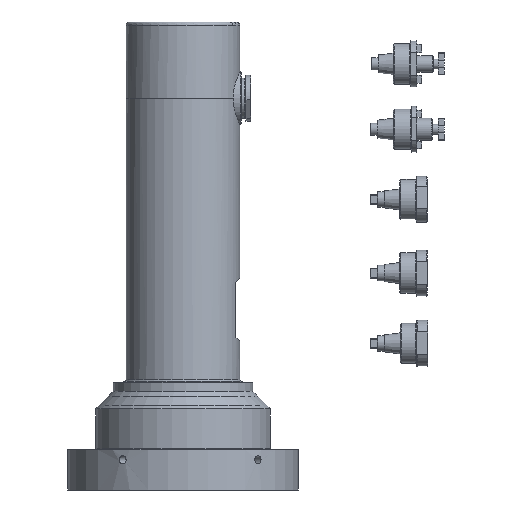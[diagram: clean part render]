
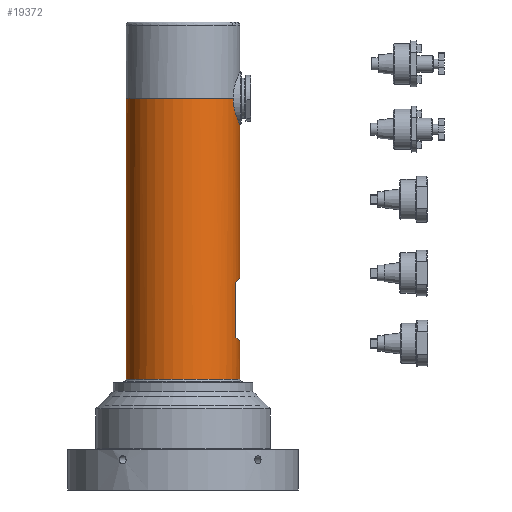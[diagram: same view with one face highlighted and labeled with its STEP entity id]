
A CAD part, left-side view. The second image highlights one B-rep face of the part: STEP entity #19372.
In plain terms, the highlighted cylindrical face has radius 56.5 mm (diameter 113 mm), a full revolution.
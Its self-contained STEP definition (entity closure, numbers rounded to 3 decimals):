
#23=ELLIPSE('',#24581,79.903,56.5);
#24=ELLIPSE('',#24582,79.903,56.5);
#25=ELLIPSE('',#24583,79.903,56.5);
#26=ELLIPSE('',#24584,79.903,56.5);
#346=B_SPLINE_CURVE_WITH_KNOTS('',3,(#37313,#37314,#37315,#37316,#37317,
#37318,#37319,#37320,#37321,#37322,#37323,#37324,#37325,#37326,#37327,#37328,
#37329,#37330),.UNSPECIFIED.,.F.,.F.,(4,2,2,2,2,2,2,2,4),(0.,0.125,0.25,
0.375,0.5,0.625,0.75,0.875,1.),.UNSPECIFIED.);
#1459=CYLINDRICAL_SURFACE('',#24586,56.5);
#3480=EDGE_LOOP('',(#8456,#8457,#8458,#8459,#8460,#8461));
#3481=EDGE_LOOP('',(#8462,#8463));
#3482=EDGE_LOOP('',(#8464));
#4713=CIRCLE('',#24578,56.5);
#4715=CIRCLE('',#24585,56.5);
#8456=ORIENTED_EDGE('',*,*,#11277,.F.);
#8457=ORIENTED_EDGE('',*,*,#11278,.T.);
#8458=ORIENTED_EDGE('',*,*,#11279,.T.);
#8459=ORIENTED_EDGE('',*,*,#11280,.F.);
#8460=ORIENTED_EDGE('',*,*,#11281,.T.);
#8461=ORIENTED_EDGE('',*,*,#11282,.T.);
#8462=ORIENTED_EDGE('',*,*,#11283,.F.);
#8463=ORIENTED_EDGE('',*,*,#11274,.T.);
#8464=ORIENTED_EDGE('',*,*,#11284,.T.);
#11274=EDGE_CURVE('',#22482,#22480,#4713,.T.);
#11277=EDGE_CURVE('',#22484,#22485,#12478,.T.);
#11278=EDGE_CURVE('',#22484,#22486,#23,.T.);
#11279=EDGE_CURVE('',#22486,#22487,#24,.T.);
#11280=EDGE_CURVE('',#22488,#22487,#12479,.T.);
#11281=EDGE_CURVE('',#22488,#22489,#25,.T.);
#11282=EDGE_CURVE('',#22489,#22485,#26,.T.);
#11283=EDGE_CURVE('',#22482,#22480,#346,.T.);
#11284=EDGE_CURVE('',#22490,#22490,#4715,.T.);
#12478=LINE('',#37301,#13324);
#12479=LINE('',#37308,#13325);
#13324=VECTOR('',#29184,1.);
#13325=VECTOR('',#29189,1.);
#19372=ADVANCED_FACE('',(#20693,#20694,#20695),#1459,.T.);
#20693=FACE_BOUND('',#3480,.T.);
#20694=FACE_BOUND('',#3481,.T.);
#20695=FACE_BOUND('',#3482,.T.);
#22480=VERTEX_POINT('',#37293);
#22482=VERTEX_POINT('',#37296);
#22484=VERTEX_POINT('',#37302);
#22485=VERTEX_POINT('',#37303);
#22486=VERTEX_POINT('',#37305);
#22487=VERTEX_POINT('',#37307);
#22488=VERTEX_POINT('',#37309);
#22489=VERTEX_POINT('',#37311);
#22490=VERTEX_POINT('',#37332);
#24578=AXIS2_PLACEMENT_3D('',#37295,#29177,#29178);
#24581=AXIS2_PLACEMENT_3D('',#37304,#29185,#29186);
#24582=AXIS2_PLACEMENT_3D('',#37306,#29187,#29188);
#24583=AXIS2_PLACEMENT_3D('',#37310,#29190,#29191);
#24584=AXIS2_PLACEMENT_3D('',#37312,#29192,#29193);
#24585=AXIS2_PLACEMENT_3D('',#37331,#29194,#29195);
#24586=AXIS2_PLACEMENT_3D('',#37333,#29196,#29197);
#29177=DIRECTION('',(0.,0.,-1.));
#29178=DIRECTION('',(1.,0.,0.));
#29184=DIRECTION('',(0.,0.,-1.));
#29185=DIRECTION('',(0.,0.707,0.707));
#29186=DIRECTION('',(0.,-0.707,0.707));
#29187=DIRECTION('',(0.,0.707,0.707));
#29188=DIRECTION('',(0.,-0.707,0.707));
#29189=DIRECTION('',(0.,0.,1.));
#29190=DIRECTION('',(0.,0.707,-0.707));
#29191=DIRECTION('',(0.,0.707,0.707));
#29192=DIRECTION('',(0.,0.707,-0.707));
#29193=DIRECTION('',(0.,0.707,0.707));
#29194=DIRECTION('',(0.,0.,1.));
#29195=DIRECTION('',(-1.,0.,0.));
#29196=DIRECTION('',(0.,0.,1.));
#29197=DIRECTION('',(-1.,0.,0.));
#37293=CARTESIAN_POINT('',(26.25,-51.379,150.));
#37295=CARTESIAN_POINT('',(0.,-1.347,150.));
#37296=CARTESIAN_POINT('',(-26.25,-51.379,150.));
#37301=CARTESIAN_POINT('',(-20.881,-53.847,-132.));
#37302=CARTESIAN_POINT('',(-20.881,-53.847,-33.));
#37303=CARTESIAN_POINT('',(-20.881,-53.847,-88.));
#37304=CARTESIAN_POINT('',(0.,-1.347,-85.5));
#37305=CARTESIAN_POINT('',(0.,-57.847,-29.));
#37306=CARTESIAN_POINT('',(0.,-1.347,-85.5));
#37307=CARTESIAN_POINT('',(20.881,-53.847,-33.));
#37308=CARTESIAN_POINT('',(20.881,-53.847,-132.));
#37309=CARTESIAN_POINT('',(20.881,-53.847,-88.));
#37310=CARTESIAN_POINT('',(0.,-1.347,-35.5));
#37311=CARTESIAN_POINT('',(0.,-57.847,-92.));
#37312=CARTESIAN_POINT('',(0.,-1.347,-35.5));
#37313=CARTESIAN_POINT('',(-26.25,-51.379,150.));
#37314=CARTESIAN_POINT('',(-26.25,-51.379,146.477));
#37315=CARTESIAN_POINT('',(-25.539,-51.767,143.03));
#37316=CARTESIAN_POINT('',(-22.893,-53.022,136.706));
#37317=CARTESIAN_POINT('',(-20.955,-53.878,133.835));
#37318=CARTESIAN_POINT('',(-16.19,-55.537,129.064));
#37319=CARTESIAN_POINT('',(-13.308,-56.351,127.117));
#37320=CARTESIAN_POINT('',(-7.005,-57.503,124.472));
#37321=CARTESIAN_POINT('',(-3.522,-57.845,123.755));
#37322=CARTESIAN_POINT('',(3.447,-57.849,123.745));
#37323=CARTESIAN_POINT('',(6.927,-57.515,124.445));
#37324=CARTESIAN_POINT('',(13.313,-56.352,127.113));
#37325=CARTESIAN_POINT('',(16.176,-55.541,129.052));
#37326=CARTESIAN_POINT('',(20.953,-53.879,133.831));
#37327=CARTESIAN_POINT('',(22.892,-53.022,136.709));
#37328=CARTESIAN_POINT('',(25.525,-51.773,142.992));
#37329=CARTESIAN_POINT('',(26.25,-51.379,146.476));
#37330=CARTESIAN_POINT('',(26.25,-51.379,150.));
#37331=CARTESIAN_POINT('',(0.,-1.347,-129.5));
#37332=CARTESIAN_POINT('',(-56.5,-1.347,-129.5));
#37333=CARTESIAN_POINT('',(0.,-1.347,-132.));
